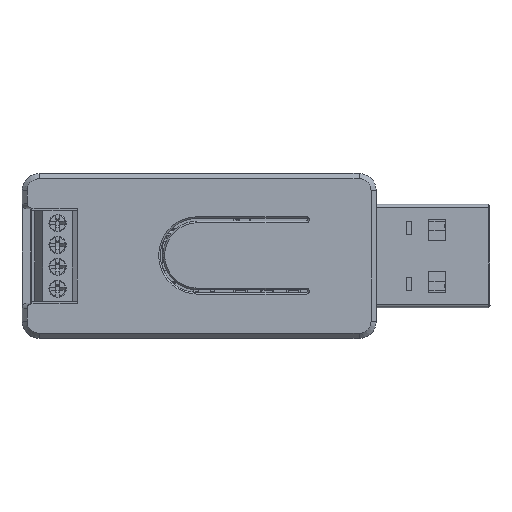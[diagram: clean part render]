
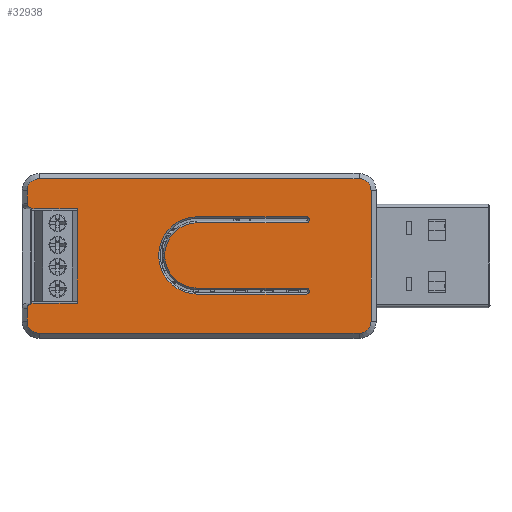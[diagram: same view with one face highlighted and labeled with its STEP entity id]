
A CAD part, top view. The second image highlights one B-rep face of the part: STEP entity #32938.
In plain terms, the highlighted planar face has unit normal (0, 0, 1).
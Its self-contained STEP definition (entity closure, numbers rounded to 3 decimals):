
#872=ELLIPSE('',#35323,0.849,0.6);
#874=ELLIPSE('',#35333,0.849,0.6);
#1920=FACE_BOUND('',#5197,.T.);
#2065=CIRCLE('',#35329,1.4);
#2066=CIRCLE('',#35330,1.4);
#2067=CIRCLE('',#35331,1.4);
#2068=CIRCLE('',#35332,1.4);
#2069=CIRCLE('',#35334,3.8);
#2070=CIRCLE('',#35335,0.35);
#2071=CIRCLE('',#35336,4.5);
#2072=CIRCLE('',#35337,0.35);
#3284=FACE_OUTER_BOUND('',#5196,.T.);
#5196=EDGE_LOOP('',(#22632,#22633,#22634,#22635,#22636,#22637,#22638,#22639,
#22640,#22641,#22642,#22643,#22644,#22645));
#5197=EDGE_LOOP('',(#22646,#22647,#22648,#22649,#22650,#22651,#22652,#22653));
#7306=LINE('',#47750,#10984);
#7313=LINE('',#47764,#10991);
#7314=LINE('',#47768,#10992);
#7315=LINE('',#47772,#10993);
#7316=LINE('',#47776,#10994);
#7317=LINE('',#47780,#10995);
#7318=LINE('',#47784,#10996);
#7319=LINE('',#47785,#10997);
#7320=LINE('',#47790,#10998);
#7321=LINE('',#47794,#10999);
#7322=LINE('',#47798,#11000);
#7323=LINE('',#47801,#11001);
#10984=VECTOR('',#38475,10.);
#10991=VECTOR('',#38484,10.);
#10992=VECTOR('',#38487,10.);
#10993=VECTOR('',#38490,10.);
#10994=VECTOR('',#38493,10.);
#10995=VECTOR('',#38496,10.);
#10996=VECTOR('',#38499,10.);
#10997=VECTOR('',#38500,10.);
#10998=VECTOR('',#38503,10.);
#10999=VECTOR('',#38506,10.);
#11000=VECTOR('',#38509,10.);
#11001=VECTOR('',#38512,10.);
#14599=VERTEX_POINT('',#47735);
#14600=VERTEX_POINT('',#47737);
#14604=VERTEX_POINT('',#47749);
#14610=VERTEX_POINT('',#47763);
#14611=VERTEX_POINT('',#47765);
#14612=VERTEX_POINT('',#47767);
#14613=VERTEX_POINT('',#47769);
#14614=VERTEX_POINT('',#47771);
#14615=VERTEX_POINT('',#47773);
#14616=VERTEX_POINT('',#47775);
#14617=VERTEX_POINT('',#47777);
#14618=VERTEX_POINT('',#47779);
#14619=VERTEX_POINT('',#47781);
#14620=VERTEX_POINT('',#47783);
#14621=VERTEX_POINT('',#47786);
#14622=VERTEX_POINT('',#47787);
#14623=VERTEX_POINT('',#47789);
#14624=VERTEX_POINT('',#47791);
#14625=VERTEX_POINT('',#47793);
#14626=VERTEX_POINT('',#47795);
#14627=VERTEX_POINT('',#47797);
#14628=VERTEX_POINT('',#47799);
#17660=EDGE_CURVE('',#14599,#14600,#872,.T.);
#17666=EDGE_CURVE('',#14604,#14600,#7306,.T.);
#17673=EDGE_CURVE('',#14610,#14599,#7313,.T.);
#17674=EDGE_CURVE('',#14611,#14610,#2065,.T.);
#17675=EDGE_CURVE('',#14612,#14611,#7314,.T.);
#17676=EDGE_CURVE('',#14613,#14612,#2066,.T.);
#17677=EDGE_CURVE('',#14614,#14613,#7315,.T.);
#17678=EDGE_CURVE('',#14615,#14614,#2067,.T.);
#17679=EDGE_CURVE('',#14616,#14615,#7316,.T.);
#17680=EDGE_CURVE('',#14617,#14616,#2068,.T.);
#17681=EDGE_CURVE('',#14618,#14617,#7317,.T.);
#17682=EDGE_CURVE('',#14619,#14618,#874,.T.);
#17683=EDGE_CURVE('',#14619,#14620,#7318,.T.);
#17684=EDGE_CURVE('',#14620,#14604,#7319,.T.);
#17685=EDGE_CURVE('',#14621,#14622,#2069,.T.);
#17686=EDGE_CURVE('',#14623,#14621,#7320,.T.);
#17687=EDGE_CURVE('',#14624,#14623,#2070,.T.);
#17688=EDGE_CURVE('',#14625,#14624,#7321,.T.);
#17689=EDGE_CURVE('',#14626,#14625,#2071,.T.);
#17690=EDGE_CURVE('',#14627,#14626,#7322,.T.);
#17691=EDGE_CURVE('',#14628,#14627,#2072,.T.);
#17692=EDGE_CURVE('',#14622,#14628,#7323,.T.);
#22632=ORIENTED_EDGE('',*,*,#17660,.F.);
#22633=ORIENTED_EDGE('',*,*,#17673,.F.);
#22634=ORIENTED_EDGE('',*,*,#17674,.F.);
#22635=ORIENTED_EDGE('',*,*,#17675,.F.);
#22636=ORIENTED_EDGE('',*,*,#17676,.F.);
#22637=ORIENTED_EDGE('',*,*,#17677,.F.);
#22638=ORIENTED_EDGE('',*,*,#17678,.F.);
#22639=ORIENTED_EDGE('',*,*,#17679,.F.);
#22640=ORIENTED_EDGE('',*,*,#17680,.F.);
#22641=ORIENTED_EDGE('',*,*,#17681,.F.);
#22642=ORIENTED_EDGE('',*,*,#17682,.F.);
#22643=ORIENTED_EDGE('',*,*,#17683,.T.);
#22644=ORIENTED_EDGE('',*,*,#17684,.T.);
#22645=ORIENTED_EDGE('',*,*,#17666,.T.);
#22646=ORIENTED_EDGE('',*,*,#17685,.F.);
#22647=ORIENTED_EDGE('',*,*,#17686,.F.);
#22648=ORIENTED_EDGE('',*,*,#17687,.F.);
#22649=ORIENTED_EDGE('',*,*,#17688,.F.);
#22650=ORIENTED_EDGE('',*,*,#17689,.F.);
#22651=ORIENTED_EDGE('',*,*,#17690,.F.);
#22652=ORIENTED_EDGE('',*,*,#17691,.F.);
#22653=ORIENTED_EDGE('',*,*,#17692,.F.);
#31613=PLANE('',#35328);
#32938=ADVANCED_FACE('',(#3284,#1920),#31613,.T.);
#35323=AXIS2_PLACEMENT_3D('',#47738,#38462,#38463);
#35328=AXIS2_PLACEMENT_3D('',#47762,#38482,#38483);
#35329=AXIS2_PLACEMENT_3D('',#47766,#38485,#38486);
#35330=AXIS2_PLACEMENT_3D('',#47770,#38488,#38489);
#35331=AXIS2_PLACEMENT_3D('',#47774,#38491,#38492);
#35332=AXIS2_PLACEMENT_3D('',#47778,#38494,#38495);
#35333=AXIS2_PLACEMENT_3D('',#47782,#38497,#38498);
#35334=AXIS2_PLACEMENT_3D('',#47788,#38501,#38502);
#35335=AXIS2_PLACEMENT_3D('',#47792,#38504,#38505);
#35336=AXIS2_PLACEMENT_3D('',#47796,#38507,#38508);
#35337=AXIS2_PLACEMENT_3D('',#47800,#38510,#38511);
#38462=DIRECTION('center_axis',(0.,0.,-1.));
#38463=DIRECTION('ref_axis',(-1.,0.,0.));
#38475=DIRECTION('',(-1.,0.,0.));
#38482=DIRECTION('center_axis',(0.,0.,1.));
#38483=DIRECTION('ref_axis',(1.,0.,0.));
#38484=DIRECTION('',(0.,1.,0.));
#38485=DIRECTION('center_axis',(0.,0.,-1.));
#38486=DIRECTION('ref_axis',(-1.,0.,0.));
#38487=DIRECTION('',(-1.,0.,0.));
#38488=DIRECTION('center_axis',(0.,0.,-1.));
#38489=DIRECTION('ref_axis',(0.,-1.,0.));
#38490=DIRECTION('',(0.,-1.,0.));
#38491=DIRECTION('center_axis',(0.,0.,-1.));
#38492=DIRECTION('ref_axis',(1.,0.,0.));
#38493=DIRECTION('',(1.,0.,0.));
#38494=DIRECTION('center_axis',(0.,0.,-1.));
#38495=DIRECTION('ref_axis',(0.,1.,0.));
#38496=DIRECTION('',(0.,1.,0.));
#38497=DIRECTION('center_axis',(0.,0.,-1.));
#38498=DIRECTION('ref_axis',(-1.,0.,0.));
#38499=DIRECTION('',(1.,0.,0.));
#38500=DIRECTION('',(0.,-1.,0.));
#38501=DIRECTION('center_axis',(0.,0.,-1.));
#38502=DIRECTION('ref_axis',(0.,1.,0.));
#38503=DIRECTION('',(-1.,0.,0.));
#38504=DIRECTION('center_axis',(0.,0.,1.));
#38505=DIRECTION('ref_axis',(0.707,0.707,0.));
#38506=DIRECTION('',(1.,0.,0.));
#38507=DIRECTION('center_axis',(0.,0.,1.));
#38508=DIRECTION('ref_axis',(0.,1.,0.));
#38509=DIRECTION('',(-1.,0.,0.));
#38510=DIRECTION('center_axis',(0.,0.,1.));
#38511=DIRECTION('ref_axis',(0.707,0.707,0.));
#38512=DIRECTION('',(1.,0.,0.));
#47735=CARTESIAN_POINT('',(-0.48,1.42,6.5));
#47737=CARTESIAN_POINT('',(0.369,2.02,6.5));
#47738=CARTESIAN_POINT('Origin',(0.369,1.42,6.5));
#47749=CARTESIAN_POINT('',(5.356,2.02,6.5));
#47750=CARTESIAN_POINT('',(11.118,2.02,6.5));
#47762=CARTESIAN_POINT('Origin',(19.5,7.5,6.5));
#47763=CARTESIAN_POINT('',(-0.48,-0.08,6.5));
#47764=CARTESIAN_POINT('',(-0.48,11.29,6.5));
#47765=CARTESIAN_POINT('',(0.92,-1.48,6.5));
#47766=CARTESIAN_POINT('Origin',(0.92,-0.08,6.5));
#47767=CARTESIAN_POINT('',(38.08,-1.48,6.5));
#47768=CARTESIAN_POINT('',(10.21,-1.48,6.5));
#47769=CARTESIAN_POINT('',(39.48,-0.08,6.5));
#47770=CARTESIAN_POINT('Origin',(38.08,-0.08,6.5));
#47771=CARTESIAN_POINT('',(39.48,15.08,6.5));
#47772=CARTESIAN_POINT('',(39.48,3.71,6.5));
#47773=CARTESIAN_POINT('',(38.08,16.48,6.5));
#47774=CARTESIAN_POINT('Origin',(38.08,15.08,6.5));
#47775=CARTESIAN_POINT('',(0.92,16.48,6.5));
#47776=CARTESIAN_POINT('',(28.79,16.48,6.5));
#47777=CARTESIAN_POINT('',(-0.48,15.08,6.5));
#47778=CARTESIAN_POINT('Origin',(0.92,15.08,6.5));
#47779=CARTESIAN_POINT('',(-0.48,13.58,6.5));
#47780=CARTESIAN_POINT('',(-0.48,11.29,6.5));
#47781=CARTESIAN_POINT('',(0.369,12.98,6.5));
#47782=CARTESIAN_POINT('Origin',(0.369,13.58,6.5));
#47783=CARTESIAN_POINT('',(5.356,12.98,6.5));
#47784=CARTESIAN_POINT('',(11.118,12.98,6.5));
#47785=CARTESIAN_POINT('',(5.356,4.76,6.5));
#47786=CARTESIAN_POINT('',(19.3,3.756,6.5));
#47787=CARTESIAN_POINT('',(19.3,11.356,6.5));
#47788=CARTESIAN_POINT('Origin',(19.3,7.556,6.5));
#47789=CARTESIAN_POINT('',(31.962,3.756,6.5));
#47790=CARTESIAN_POINT('',(19.4,3.756,6.5));
#47791=CARTESIAN_POINT('',(31.962,3.056,6.5));
#47792=CARTESIAN_POINT('Origin',(31.962,3.406,6.5));
#47793=CARTESIAN_POINT('',(19.3,3.056,6.5));
#47794=CARTESIAN_POINT('',(25.806,3.056,6.5));
#47795=CARTESIAN_POINT('',(19.3,12.056,6.5));
#47796=CARTESIAN_POINT('Origin',(19.3,7.556,6.5));
#47797=CARTESIAN_POINT('',(31.962,12.056,6.5));
#47798=CARTESIAN_POINT('',(19.4,12.056,6.5));
#47799=CARTESIAN_POINT('',(31.962,11.356,6.5));
#47800=CARTESIAN_POINT('Origin',(31.962,11.706,6.5));
#47801=CARTESIAN_POINT('',(25.806,11.356,6.5));
